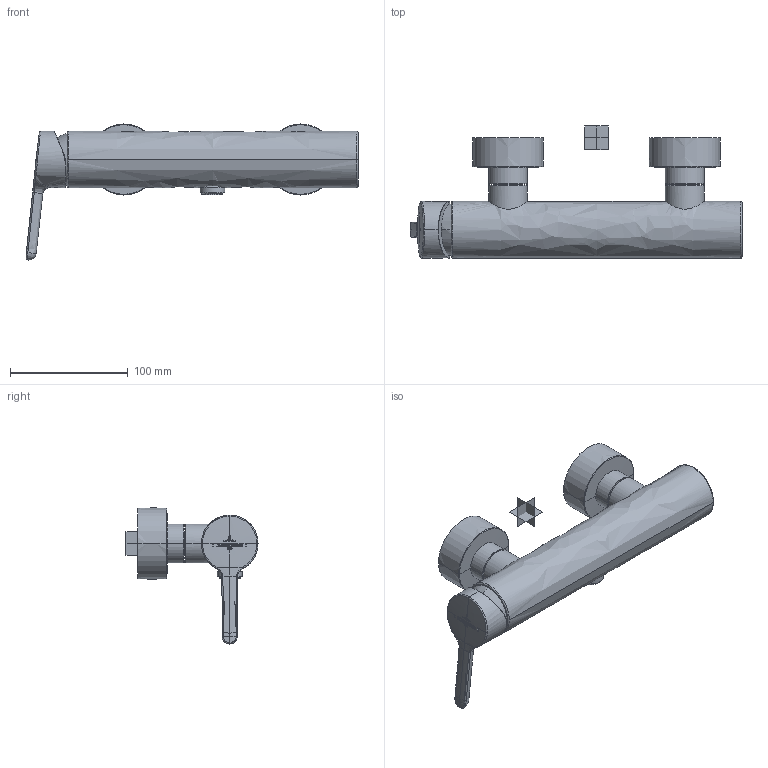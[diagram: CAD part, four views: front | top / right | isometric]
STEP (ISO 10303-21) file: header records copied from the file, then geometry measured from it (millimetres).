
FILE_DESCRIPTION((''),'2;1');
FILE_NAME('TVS116004000_3DPL','2025-01-30T16:07:45',('HristovG'),('IDEAL STANDARD BVBA'),'CREO PARAMETRIC BY PTC INC, 2024253','CREO PARAMETRIC BY PTC INC, 2024253','');
FILE_SCHEMA(('AP242_MANAGED_MODEL_BASED_3D_ENGINEERING_MIM_LF { 1 0 10303 442 1 1 4 }'));
Length unit declared in the file: millimetre
Products named in the file (1): TVS116004000_3DPL
Bounding box: 281.59 x 112 x 115.36 mm (x, y, z)
Volume: 692752.2 mm3; surface area: 74716.9 mm2
Topology: 1 solids, 4 shells, 423 faces, 1097 edges, 707 vertices
Faces by surface type: plane 162, bspline 117, extrusion 85, cylinder 35, torus 12, cone 8, sphere 4
Entity records: 26525 total; most frequent: CARTESIAN_POINT 13040, ORIENTED_EDGE 2180, EDGE_CURVE 1096, DIRECTION 1039, B_SPLINE_CURVE_WITH_KNOTS 778, VERTEX_POINT 705, FILL_AREA_STYLE_COLOUR 693, FILL_AREA_STYLE 693
